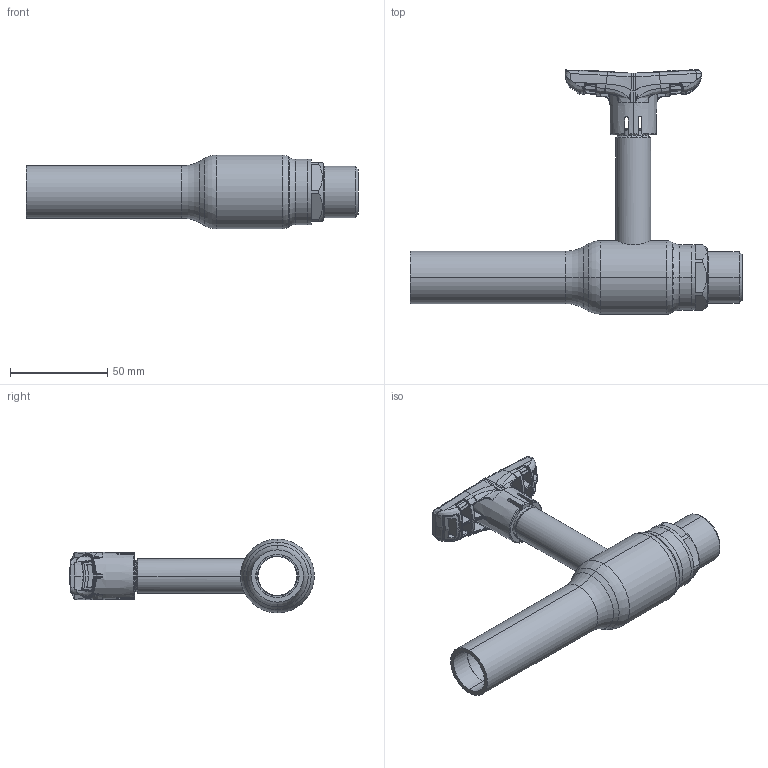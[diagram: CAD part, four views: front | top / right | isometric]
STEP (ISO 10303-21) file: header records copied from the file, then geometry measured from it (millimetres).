
FILE_DESCRIPTION (( 'STEP AP214' ), '1' );
FILE_NAME ('1020003701-2401.step', '2023-09-15T09:44:32', ( '' ), ( '' ), 'SwSTEP 2.0', 'SolidWorks 2021', '' );
FILE_SCHEMA (( 'AUTOMOTIVE_DESIGN' ));
Length unit declared in the file: millimetre
Products named in the file (1): 1020003701-2401
Bounding box: 171 x 125.99 x 38 mm (x, y, z)
Surface area: 36823.1 mm2 (no closed solid volume)
Topology: 0 solids, 5 shells, 637 faces, 1947 edges, 1218 vertices
Faces by surface type: bspline 497, plane 59, cylinder 36, cone 21, torus 19, sphere 5
Entity records: 50519 total; most frequent: CARTESIAN_POINT 30805, ORIENTED_EDGE 3279, EDGE_CURVE 1943, B_SPLINE_CURVE_WITH_KNOTS 1344, DIRECTION 1312, VERTEX_POINT 1218, EDGE_LOOP 645, UNCERTAINTY_MEASURE_WITH_UNIT 639
